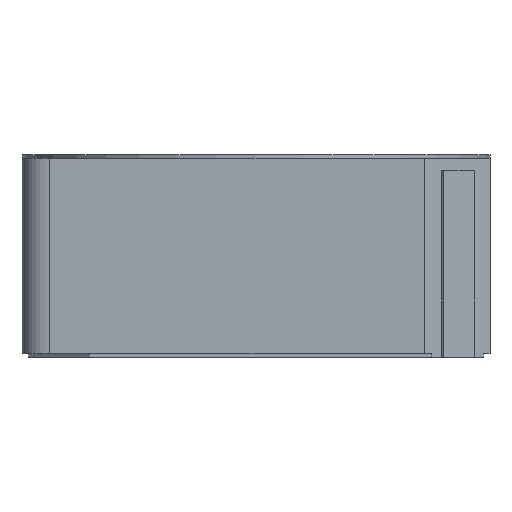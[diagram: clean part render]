
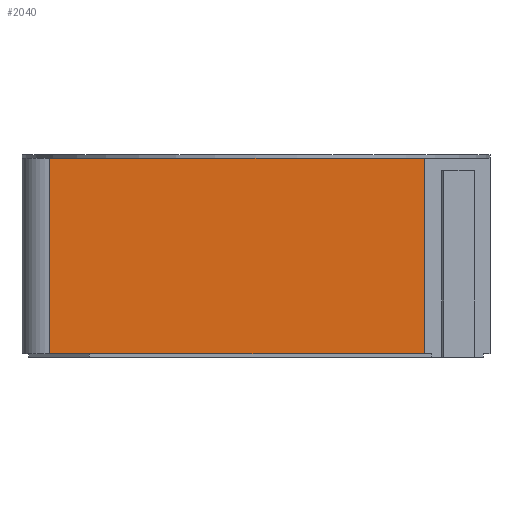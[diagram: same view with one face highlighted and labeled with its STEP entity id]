
A CAD part, front view. The second image highlights one B-rep face of the part: STEP entity #2040.
In plain terms, the highlighted planar face has unit normal (0, -1, 0).
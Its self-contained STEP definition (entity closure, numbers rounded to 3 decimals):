
#45=LINE('',#2723,#192);
#80=LINE('',#2800,#227);
#87=LINE('',#2827,#234);
#88=LINE('',#2832,#235);
#90=LINE('',#2835,#237);
#192=VECTOR('',#2215,1000.);
#227=VECTOR('',#2276,1000.);
#234=VECTOR('',#2307,1000.);
#235=VECTOR('',#2312,1000.);
#237=VECTOR('',#2316,1000.);
#468=ORIENTED_EDGE('',*,*,#859,.F.);
#469=ORIENTED_EDGE('',*,*,#861,.T.);
#470=ORIENTED_EDGE('',*,*,#863,.T.);
#471=ORIENTED_EDGE('',*,*,#808,.T.);
#472=ORIENTED_EDGE('',*,*,#846,.F.);
#808=EDGE_CURVE('',#1020,#1019,#45,.T.);
#846=EDGE_CURVE('',#1048,#1019,#80,.T.);
#859=EDGE_CURVE('',#1056,#1048,#87,.T.);
#861=EDGE_CURVE('',#1056,#1057,#88,.F.);
#863=EDGE_CURVE('',#1057,#1020,#90,.T.);
#1019=VERTEX_POINT('',#2722);
#1020=VERTEX_POINT('',#2724);
#1048=VERTEX_POINT('',#2799);
#1056=VERTEX_POINT('',#2826);
#1057=VERTEX_POINT('',#2830);
#1198=EDGE_LOOP('',(#468,#469,#470,#471,#472));
#1294=FACE_BOUND('',#1198,.T.);
#1379=PLANE('',#2142);
#2040=ADVANCED_FACE('',(#1294),#1379,.T.);
#2142=AXIS2_PLACEMENT_3D('',#2834,#2314,#2315);
#2215=DIRECTION('',(0.,0.,1.));
#2276=DIRECTION('',(1.,0.,0.));
#2307=DIRECTION('',(1.,0.,0.));
#2312=DIRECTION('',(0.,0.,1.));
#2314=DIRECTION('',(0.,-1.,0.));
#2315=DIRECTION('',(0.,0.,-1.));
#2316=DIRECTION('',(1.,0.,0.));
#2722=CARTESIAN_POINT('',(2.406,-3.35,0.));
#2723=CARTESIAN_POINT('',(2.406,-3.35,-2.8));
#2724=CARTESIAN_POINT('',(2.406,-3.35,-2.8));
#2799=CARTESIAN_POINT('',(0.,-3.35,0.));
#2800=CARTESIAN_POINT('',(0.,-3.35,0.));
#2826=CARTESIAN_POINT('',(-2.95,-3.35,0.));
#2827=CARTESIAN_POINT('',(0.,-3.35,0.));
#2830=CARTESIAN_POINT('',(-2.95,-3.35,-2.8));
#2832=CARTESIAN_POINT('',(-2.95,-3.35,-2.8));
#2834=CARTESIAN_POINT('',(0.,-3.35,-2.8));
#2835=CARTESIAN_POINT('',(-3.35,-3.35,-2.8));
